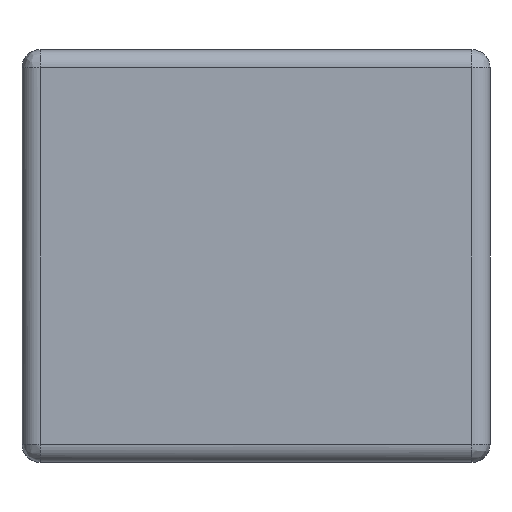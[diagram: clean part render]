
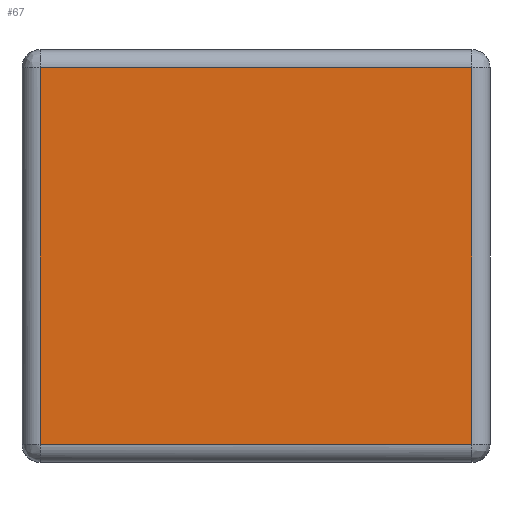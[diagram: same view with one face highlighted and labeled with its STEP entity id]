
A CAD part, left-side view. The second image highlights one B-rep face of the part: STEP entity #67.
In plain terms, the highlighted planar face has unit normal (-1, 0, 0).
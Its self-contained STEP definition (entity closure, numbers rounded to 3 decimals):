
#67=ADVANCED_FACE('',(#113),#661,.T.);
#113=FACE_OUTER_BOUND('',#159,.T.);
#159=EDGE_LOOP('',(#272,#273,#274,#275));
#272=ORIENTED_EDGE('',*,*,#419,.F.);
#273=ORIENTED_EDGE('',*,*,#417,.F.);
#274=ORIENTED_EDGE('',*,*,#418,.T.);
#275=ORIENTED_EDGE('',*,*,#416,.F.);
#416=EDGE_CURVE('',#596,#597,#536,.T.);
#417=EDGE_CURVE('',#598,#599,#537,.T.);
#418=EDGE_CURVE('',#598,#597,#538,.T.);
#419=EDGE_CURVE('',#599,#596,#539,.T.);
#536=B_SPLINE_CURVE_WITH_KNOTS('',1,(#1056,#1057),.UNSPECIFIED.,.F.,.F.,
(2,2),(0.2,4.3),.UNSPECIFIED.);
#537=B_SPLINE_CURVE_WITH_KNOTS('',1,(#1058,#1059),.UNSPECIFIED.,.F.,.F.,
(2,2),(0.2,4.3),.UNSPECIFIED.);
#538=B_SPLINE_CURVE_WITH_KNOTS('',1,(#1060,#1061),.UNSPECIFIED.,.F.,.F.,
(2,2),(0.2,4.9),.UNSPECIFIED.);
#539=B_SPLINE_CURVE_WITH_KNOTS('',1,(#1062,#1063),.UNSPECIFIED.,.F.,.F.,
(2,2),(0.2,4.9),.UNSPECIFIED.);
#596=VERTEX_POINT('',#1036);
#597=VERTEX_POINT('',#1037);
#598=VERTEX_POINT('',#1038);
#599=VERTEX_POINT('',#1039);
#661=PLANE('',#707);
#707=AXIS2_PLACEMENT_3D('',#957,#748,$);
#748=DIRECTION('',(-1.,0.,0.));
#957=CARTESIAN_POINT('',(-2.85,-2.55,4.5));
#1036=CARTESIAN_POINT('',(-2.85,2.35,0.2));
#1037=CARTESIAN_POINT('',(-2.85,2.35,4.3));
#1038=CARTESIAN_POINT('',(-2.85,-2.35,4.3));
#1039=CARTESIAN_POINT('',(-2.85,-2.35,0.2));
#1056=CARTESIAN_POINT('',(-2.85,2.35,0.2));
#1057=CARTESIAN_POINT('',(-2.85,2.35,4.3));
#1058=CARTESIAN_POINT('',(-2.85,-2.35,4.3));
#1059=CARTESIAN_POINT('',(-2.85,-2.35,0.2));
#1060=CARTESIAN_POINT('',(-2.85,-2.35,4.3));
#1061=CARTESIAN_POINT('',(-2.85,2.35,4.3));
#1062=CARTESIAN_POINT('',(-2.85,-2.35,0.2));
#1063=CARTESIAN_POINT('',(-2.85,2.35,0.2));
